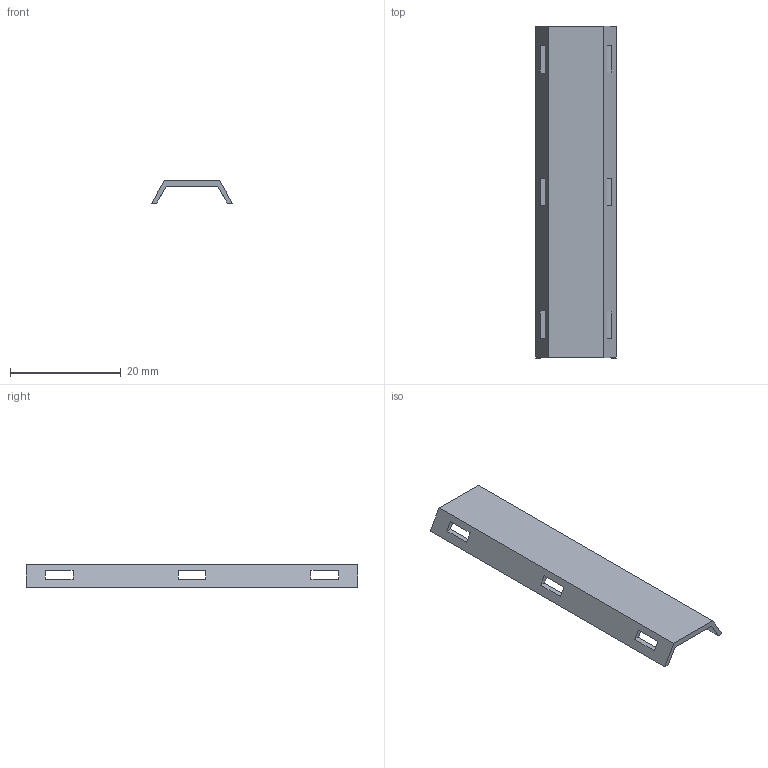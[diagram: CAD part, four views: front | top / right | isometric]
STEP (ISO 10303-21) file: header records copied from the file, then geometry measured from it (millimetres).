
FILE_DESCRIPTION(('CATIA V5R19 STEP'),'2;1');
FILE_NAME ('D1450249_0_1248840000_1248840000.stp','2015-02-16T10:04:56+00:00',('none'),('Weidmueller'),'CATIA Version 5 Release 20 SP 5 (IN-10)','CATIA V5 STEP AP214','none');
FILE_SCHEMA(('AUTOMOTIVE_DESIGN { 1 0 10303 214 1 1 1 1 }'));
Length unit declared in the file: millimetre
Products named in the file (1): SFX 10/60 S
Bounding box: 14.62 x 60 x 4 mm (x, y, z)
Volume: 922.9 mm3; surface area: 2233.8 mm2
Topology: 1 solids, 1 shells, 28 faces, 96 edges, 64 vertices
Faces by surface type: plane 28
Entity records: 1007 total; most frequent: ORIENTED_EDGE 192, CARTESIAN_POINT 177, DIRECTION 128, VECTOR 96, EDGE_CURVE 96, LINE 96, VERTEX_POINT 64, EDGE_LOOP 34
